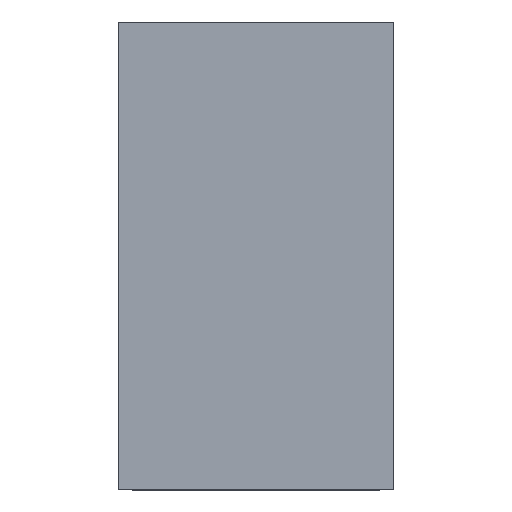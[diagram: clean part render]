
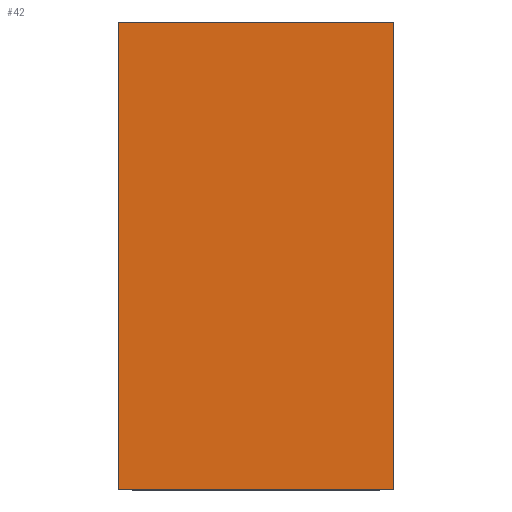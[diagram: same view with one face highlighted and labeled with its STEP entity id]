
A CAD part, left-side view. The second image highlights one B-rep face of the part: STEP entity #42.
In plain terms, the highlighted planar face has unit normal (-1, 0, 0).
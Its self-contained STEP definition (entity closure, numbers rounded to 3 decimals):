
#11 = DIRECTION ( 'NONE',  ( 0., 0., -1. ) ) ;
#41 = VECTOR ( 'NONE', #492, 1000. ) ;
#42 = ADVANCED_FACE ( 'NONE', ( #583 ), #132, .F. ) ;
#51 = CARTESIAN_POINT ( 'NONE',  ( -0.775, 0., 0.425 ) ) ;
#103 = VERTEX_POINT ( 'NONE', #150 ) ;
#132 = PLANE ( 'NONE',  #333 ) ;
#147 = DIRECTION ( 'NONE',  ( 0., 0., -1. ) ) ;
#150 = CARTESIAN_POINT ( 'NONE',  ( -0.775, 0., 0.425 ) ) ;
#178 = ORIENTED_EDGE ( 'NONE', *, *, #551, .F. ) ;
#237 = DIRECTION ( 'NONE',  ( 1., 0., 0. ) ) ;
#266 = LINE ( 'NONE', #867, #1188 ) ;
#320 = CARTESIAN_POINT ( 'NONE',  ( -0.775, 0., 0.425 ) ) ;
#333 = AXIS2_PLACEMENT_3D ( 'NONE', #320, #237, #699 ) ;
#422 = LINE ( 'NONE', #963, #41 ) ;
#474 = LINE ( 'NONE', #51, #593 ) ;
#492 = DIRECTION ( 'NONE',  ( 0., -1., 0. ) ) ;
#507 = EDGE_CURVE ( 'NONE', #1070, #1067, #422, .T. ) ;
#521 = VECTOR ( 'NONE', #11, 1000. ) ;
#547 = CARTESIAN_POINT ( 'NONE',  ( -0.775, 0.5, 0.425 ) ) ;
#551 = EDGE_CURVE ( 'NONE', #968, #103, #474, .T. ) ;
#583 = FACE_OUTER_BOUND ( 'NONE', #777, .T. ) ;
#593 = VECTOR ( 'NONE', #1071, 1000. ) ;
#669 = EDGE_CURVE ( 'NONE', #103, #1067, #266, .T. ) ;
#699 = DIRECTION ( 'NONE',  ( 0., 0., -1. ) ) ;
#777 = EDGE_LOOP ( 'NONE', ( #964, #1151, #178, #859 ) ) ;
#810 = CARTESIAN_POINT ( 'NONE',  ( -0.775, 0.5, -0.425 ) ) ;
#849 = LINE ( 'NONE', #944, #521 ) ;
#859 = ORIENTED_EDGE ( 'NONE', *, *, #1182, .T. ) ;
#867 = CARTESIAN_POINT ( 'NONE',  ( -0.775, 0., 0.425 ) ) ;
#944 = CARTESIAN_POINT ( 'NONE',  ( -0.775, 0.5, 0.425 ) ) ;
#963 = CARTESIAN_POINT ( 'NONE',  ( -0.775, 0., -0.425 ) ) ;
#964 = ORIENTED_EDGE ( 'NONE', *, *, #507, .T. ) ;
#968 = VERTEX_POINT ( 'NONE', #547 ) ;
#1003 = CARTESIAN_POINT ( 'NONE',  ( -0.775, 0., -0.425 ) ) ;
#1067 = VERTEX_POINT ( 'NONE', #1003 ) ;
#1070 = VERTEX_POINT ( 'NONE', #810 ) ;
#1071 = DIRECTION ( 'NONE',  ( 0., -1., 0. ) ) ;
#1151 = ORIENTED_EDGE ( 'NONE', *, *, #669, .F. ) ;
#1182 = EDGE_CURVE ( 'NONE', #968, #1070, #849, .T. ) ;
#1188 = VECTOR ( 'NONE', #147, 1000. ) ;
